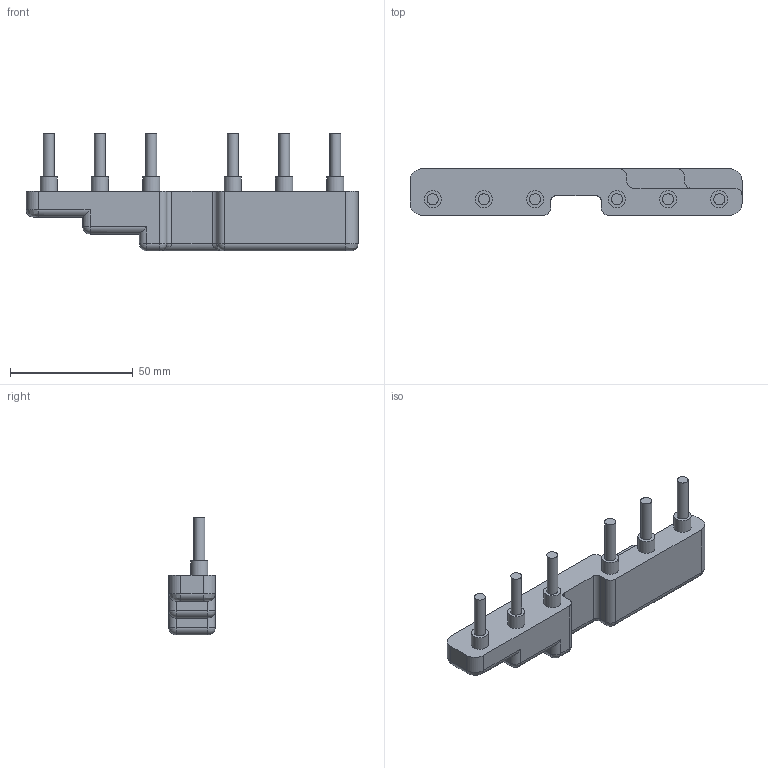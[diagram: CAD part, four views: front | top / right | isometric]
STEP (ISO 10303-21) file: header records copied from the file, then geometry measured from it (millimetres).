
FILE_DESCRIPTION((''),'2;1');
FILE_NAME('12C90086G01 - 300RWS80 R1.stp','2015-05-26T11:19:40',('rshanor'),(''),'Autodesk Inventor 2013','Autodesk Inventor 2013','');
FILE_SCHEMA(('AUTOMOTIVE_DESIGN { 1 2 10303 214 0 1 1 1 }'));
Length unit declared in the file: inch
Products named in the file (1): 12C90086G01
Bounding box: 135.2 x 19 x 48.04 mm (x, y, z)
Volume: 47394.6 mm3; surface area: 13208.6 mm2
Topology: 1 solids, 1 shells, 86 faces, 188 edges, 108 vertices
Faces by surface type: cylinder 43, plane 31, sphere 6, bspline 6
Full cylindrical faces by diameter (mm): 4.5 x6, 7 x6
Entity records: 2572 total; most frequent: CARTESIAN_POINT 607, DIRECTION 416, ORIENTED_EDGE 336, EDGE_CURVE 168, AXIS2_PLACEMENT_3D 167, EDGE_LOOP 110, VERTEX_POINT 108, STYLED_ITEM 87
